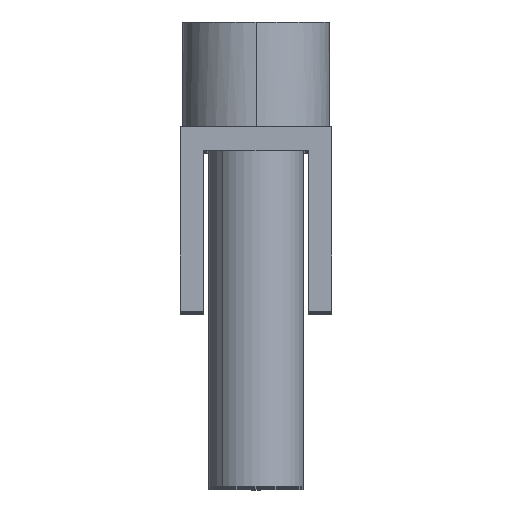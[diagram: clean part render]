
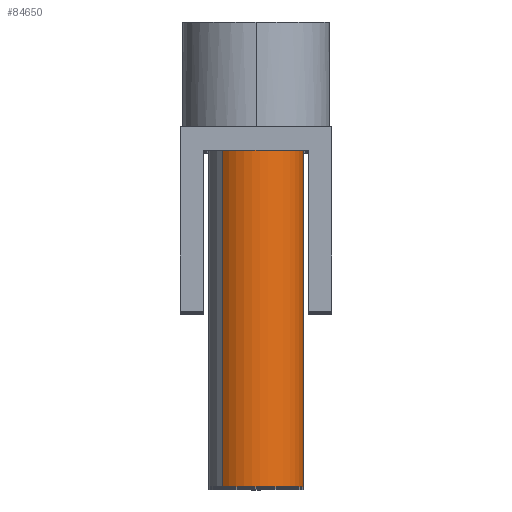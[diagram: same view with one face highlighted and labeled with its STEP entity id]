
A CAD part, top view. The second image highlights one B-rep face of the part: STEP entity #84650.
In plain terms, the highlighted cylindrical face has radius 2 mm (diameter 4 mm), a partial arc.
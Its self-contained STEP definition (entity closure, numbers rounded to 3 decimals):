
#54860=CARTESIAN_POINT('',(84.5,22.386,
0.));
#54870=DIRECTION('',(0.,-1.,0.));
#54880=DIRECTION('',(-0.707,0.,
-0.707));
#54890=AXIS2_PLACEMENT_3D('',#54860,#54870,#54880);
#54900=CIRCLE('',#54890,2.);
#54910=CARTESIAN_POINT('',(83.086,22.386,
-1.414));
#54920=VERTEX_POINT('',#54910);
#54930=CARTESIAN_POINT('',(85.914,22.386,
1.414));
#54940=VERTEX_POINT('',#54930);
#54950=EDGE_CURVE('',#54920,#54940,#54900,.T.);
#68880=CARTESIAN_POINT('',(85.914,16.036,
1.414));
#68890=DIRECTION('',(0.,-1.,0.));
#68900=VECTOR('',#68890,1.);
#68910=LINE('',#68880,#68900);
#68920=CARTESIAN_POINT('',(85.914,8.186,
1.414));
#68930=VERTEX_POINT('',#68920);
#68940=EDGE_CURVE('',#54940,#68930,#68910,.T.);
#68960=CARTESIAN_POINT('',(84.5,8.186,
0.));
#68970=DIRECTION('',(0.,-1.,0.));
#68980=DIRECTION('',(-0.707,0.,-0.707));
#68990=AXIS2_PLACEMENT_3D('',#68960,#68970,#68980);
#69000=CIRCLE('',#68990,2.);
#69010=CARTESIAN_POINT('',(83.086,8.186,
-1.414));
#69020=VERTEX_POINT('',#69010);
#69050=CARTESIAN_POINT('',(83.086,16.036,
-1.414));
#69060=DIRECTION('',(0.,-1.,0.));
#69070=VECTOR('',#69060,1.);
#69080=LINE('',#69050,#69070);
#69090=EDGE_CURVE('',#54920,#69020,#69080,.T.);
#69270=EDGE_CURVE('',#69020,#68930,#69000,.T.);
#84540=CARTESIAN_POINT('',(84.5,16.036,
0.));
#84550=DIRECTION('',(0.,-1.,0.));
#84560=DIRECTION('',(-0.707,0.,-0.707));
#84570=AXIS2_PLACEMENT_3D('',#84540,#84550,#84560);
#84580=CYLINDRICAL_SURFACE('',#84570,2.);
#84590=ORIENTED_EDGE('',*,*,#54950,.T.);
#84600=ORIENTED_EDGE('',*,*,#69090,.F.);
#84610=ORIENTED_EDGE('',*,*,#69270,.F.);
#84620=ORIENTED_EDGE('',*,*,#68940,.T.);
#84630=EDGE_LOOP('',(#84620,#84610,#84600,#84590));
#84640=FACE_OUTER_BOUND('',#84630,.T.);
#84650=ADVANCED_FACE('',(#84640),#84580,.T.);
